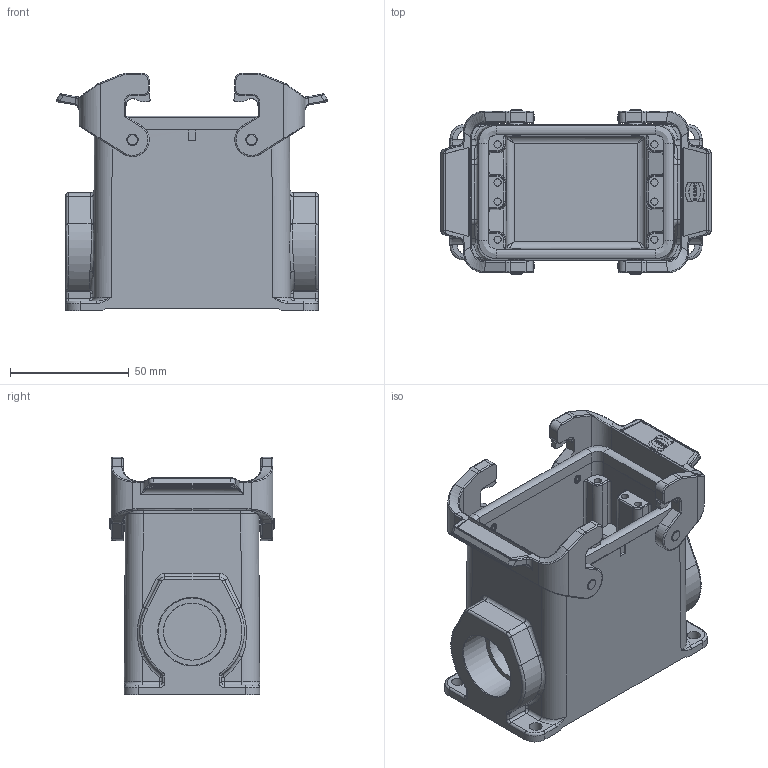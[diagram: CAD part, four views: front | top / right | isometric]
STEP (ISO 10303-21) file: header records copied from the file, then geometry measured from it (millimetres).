
FILE_DESCRIPTION(/* description */ (''),/* implementation_level */ '2;1');
FILE_NAME(/* name */ '100768801ugm000_a.stp',/* time_stamp */ '2018-03-07T14:46:14+01:00',/* author */ (''),/* organization */ (''),/* preprocessor_version */ 'ST-DEVELOPER v16',/* originating_system */ 'SIEMENS PLM Software NX 10.0',/* authorisation */ '');
FILE_SCHEMA (('AUTOMOTIVE_DESIGN { 1 0 10303 214 3 1 1 1 }'));
Length unit declared in the file: millimetre
Products named in the file (1): 100768801ugm000_a
Bounding box: 113.79 x 69.06 x 99.8 mm (x, y, z)
Volume: 176251.4 mm3; surface area: 71063.2 mm2
Topology: 3 solids, 3 shells, 873 faces, 2116 edges, 1307 vertices
Faces by surface type: plane 382, cylinder 276, bspline 192, extrusion 12, cone 11
Full cylindrical faces by diameter (mm): 0.76 x1, 0.84 x1, 2 x4, 2.95 x4, 3 x8, 3.69 x4, 4.8 x4, 6 x1, 6.5 x4, 8 x1, 23.5 x1, 24 x1, 28.3 x2
Entity records: 36516 total; most frequent: CARTESIAN_POINT 11569, ORIENTED_EDGE 4078, DIRECTION 3466, EDGE_CURVE 2039, VERTEX_POINT 1286, AXIS2_PLACEMENT_3D 1190, VECTOR 1086, LINE 1074
